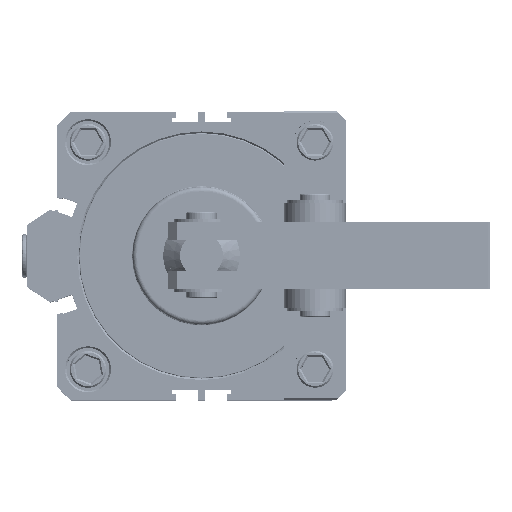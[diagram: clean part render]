
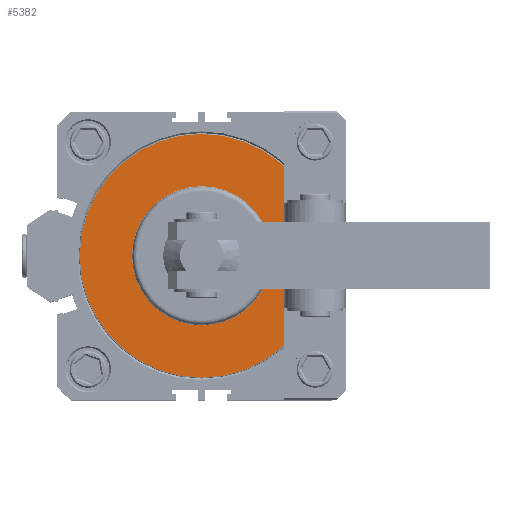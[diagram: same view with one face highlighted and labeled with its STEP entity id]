
A CAD part, top view. The second image highlights one B-rep face of the part: STEP entity #5382.
In plain terms, the highlighted face is planar.
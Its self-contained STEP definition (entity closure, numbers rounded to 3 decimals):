
#18 = CARTESIAN_POINT ( 'NONE',  ( -5079.782, 4033.111, 22.7 ) ) ;
#626 = EDGE_LOOP ( 'NONE', ( #28978, #11835 ) ) ;
#3918 = VERTEX_POINT ( 'NONE', #18 ) ;
#5382 = ADVANCED_FACE ( 'NONE', ( #31555, #31720 ), #18422, .T. ) ;
#6560 = CARTESIAN_POINT ( 'NONE',  ( -5079.782, 4033.111, 39.7 ) ) ;
#7556 = EDGE_LOOP ( 'NONE', ( #16497, #32853 ) ) ;
#9409 = EDGE_CURVE ( 'NONE', #14740, #21471, #17682, .T. ) ;
#9525 = EDGE_CURVE ( 'NONE', #39765, #3918, #17322, .T. ) ;
#9711 = EDGE_CURVE ( 'NONE', #21471, #14740, #16207, .T. ) ;
#10770 = DIRECTION ( 'NONE',  ( 0., 0., -1. ) ) ;
#10777 = DIRECTION ( 'NONE',  ( 0., -1., 0. ) ) ;
#10820 = CARTESIAN_POINT ( 'NONE',  ( -5079.782, 4033.111, 0. ) ) ;
#11835 = ORIENTED_EDGE ( 'NONE', *, *, #9409, .F. ) ;
#12226 = AXIS2_PLACEMENT_3D ( 'NONE', #10820, #10777, #10770 ) ;
#12898 = DIRECTION ( 'NONE',  ( 0., 0., -1. ) ) ;
#12903 = DIRECTION ( 'NONE',  ( 0., -1., 0. ) ) ;
#12958 = CARTESIAN_POINT ( 'NONE',  ( -5079.782, 4033.111, 0. ) ) ;
#13783 = AXIS2_PLACEMENT_3D ( 'NONE', #12958, #12903, #12898 ) ;
#14056 = DIRECTION ( 'NONE',  ( 0., 0., -1. ) ) ;
#14060 = DIRECTION ( 'NONE',  ( 0., -1., 0. ) ) ;
#14108 = CARTESIAN_POINT ( 'NONE',  ( -5079.782, 4033.111, 0. ) ) ;
#14630 = AXIS2_PLACEMENT_3D ( 'NONE', #14108, #14060, #14056 ) ;
#14740 = VERTEX_POINT ( 'NONE', #6560 ) ;
#15261 = DIRECTION ( 'NONE',  ( 0., -1., 0. ) ) ;
#16207 = CIRCLE ( 'NONE', #12226, 39.7 ) ;
#16497 = ORIENTED_EDGE ( 'NONE', *, *, #9525, .T. ) ;
#17322 = CIRCLE ( 'NONE', #13783, 22.7 ) ;
#17682 = CIRCLE ( 'NONE', #14630, 39.7 ) ;
#18272 = DIRECTION ( 'NONE',  ( 0., 0., 1. ) ) ;
#18279 = DIRECTION ( 'NONE',  ( 0., 1., 0. ) ) ;
#18422 = PLANE ( 'NONE',  #33604 ) ;
#18454 = CARTESIAN_POINT ( 'NONE',  ( -5040.082, 4033.111, 0. ) ) ;
#21471 = VERTEX_POINT ( 'NONE', #36665 ) ;
#21824 = CIRCLE ( 'NONE', #24510, 22.7 ) ;
#24510 = AXIS2_PLACEMENT_3D ( 'NONE', #34609, #15261, #37931 ) ;
#26957 = CARTESIAN_POINT ( 'NONE',  ( -5079.782, 4033.111, -22.7 ) ) ;
#28978 = ORIENTED_EDGE ( 'NONE', *, *, #9711, .F. ) ;
#31017 = EDGE_CURVE ( 'NONE', #3918, #39765, #21824, .T. ) ;
#31555 = FACE_BOUND ( 'NONE', #7556, .T. ) ;
#31720 = FACE_OUTER_BOUND ( 'NONE', #626, .T. ) ;
#32853 = ORIENTED_EDGE ( 'NONE', *, *, #31017, .T. ) ;
#33604 = AXIS2_PLACEMENT_3D ( 'NONE', #18454, #18279, #18272 ) ;
#34609 = CARTESIAN_POINT ( 'NONE',  ( -5079.782, 4033.111, 0. ) ) ;
#36665 = CARTESIAN_POINT ( 'NONE',  ( -5079.782, 4033.111, -39.7 ) ) ;
#37931 = DIRECTION ( 'NONE',  ( 0., 0., -1. ) ) ;
#39765 = VERTEX_POINT ( 'NONE', #26957 ) ;
